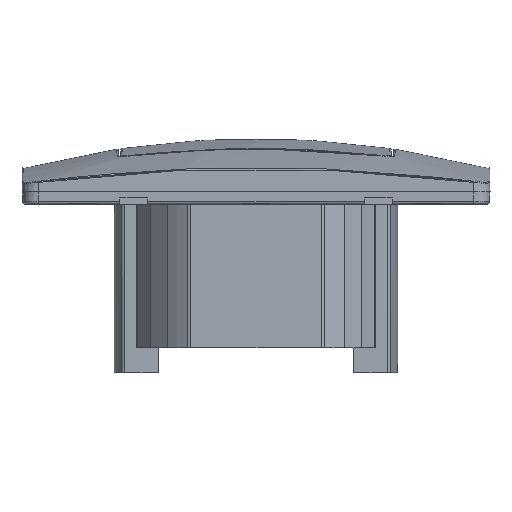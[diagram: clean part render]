
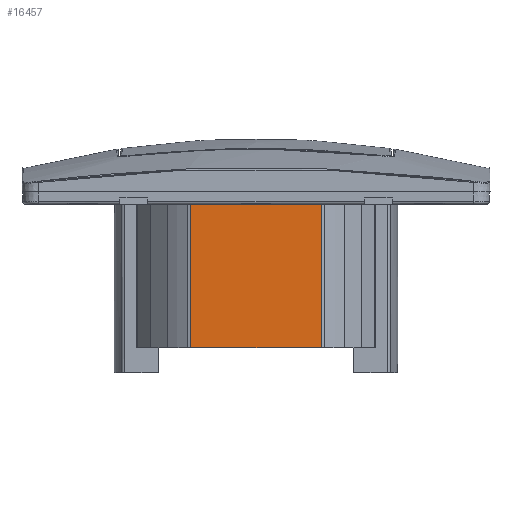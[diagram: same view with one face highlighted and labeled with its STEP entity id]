
A CAD part, front view. The second image highlights one B-rep face of the part: STEP entity #16457.
In plain terms, the highlighted planar face has unit normal (0, -1, 0).
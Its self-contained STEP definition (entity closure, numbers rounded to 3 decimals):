
#2364 = CARTESIAN_POINT ( 'NONE',  ( 11.973, -22.097, -8.782 ) ) ;
#5973 = CARTESIAN_POINT ( 'NONE',  ( -11.973, -22.097, -26.345 ) ) ;
#8141 = CARTESIAN_POINT ( 'NONE',  ( -11.973, -22.097, -26.345 ) ) ;
#10883 = CARTESIAN_POINT ( 'NONE',  ( 11.973, -22.097, -17.563 ) ) ;
#10972 = B_SPLINE_CURVE_WITH_KNOTS ( 'NONE', 3,
 ( #37516, #10883, #2364, #29600 ),
 .UNSPECIFIED., .F., .F.,
 ( 4, 4 ),
 ( 0., 1. ),
 .UNSPECIFIED. ) ;
#11874 = EDGE_LOOP ( 'NONE', ( #60548, #67587, #38437, #36828 ) ) ;
#12601 = CARTESIAN_POINT ( 'NONE',  ( -11.973, -22.097, 0. ) ) ;
#12838 = CARTESIAN_POINT ( 'NONE',  ( 11.973, -22.097, -26.345 ) ) ;
#13464 = CARTESIAN_POINT ( 'NONE',  ( -11.973, -22.097, -17.563 ) ) ;
#13760 = EDGE_CURVE ( 'NONE', #99711, #79017, #21021, .T. ) ;
#16457 = ADVANCED_FACE ( 'NONE', ( #76333 ), #59874, .T. ) ;
#16875 = CARTESIAN_POINT ( 'NONE',  ( -11.973, -22.097, 0. ) ) ;
#17205 = CARTESIAN_POINT ( 'NONE',  ( 3.991, -22.097, -26.345 ) ) ;
#21021 = B_SPLINE_CURVE_WITH_KNOTS ( 'NONE', 3,
 ( #23089, #91120, #13464, #39549 ),
 .UNSPECIFIED., .F., .F.,
 ( 4, 4 ),
 ( 0., 1. ),
 .UNSPECIFIED. ) ;
#23089 = CARTESIAN_POINT ( 'NONE',  ( -11.973, -22.097, 0. ) ) ;
#26205 = EDGE_CURVE ( 'NONE', #99882, #87131, #10972, .T. ) ;
#29600 = CARTESIAN_POINT ( 'NONE',  ( 11.973, -22.097, 0. ) ) ;
#36828 = ORIENTED_EDGE ( 'NONE', *, *, #13760, .T. ) ;
#37022 = CARTESIAN_POINT ( 'NONE',  ( 3.991, -22.097, 0. ) ) ;
#37516 = CARTESIAN_POINT ( 'NONE',  ( 11.973, -22.097, -26.345 ) ) ;
#38437 = ORIENTED_EDGE ( 'NONE', *, *, #43888, .T. ) ;
#39549 = CARTESIAN_POINT ( 'NONE',  ( -11.973, -22.097, -26.345 ) ) ;
#43888 = EDGE_CURVE ( 'NONE', #87131, #99711, #95832, .T. ) ;
#45690 = CARTESIAN_POINT ( 'NONE',  ( 11.973, -22.097, 7.951 ) ) ;
#50472 = CARTESIAN_POINT ( 'NONE',  ( 11.973, -22.097, 0. ) ) ;
#53605 = DIRECTION ( 'NONE',  ( -1., 0., 0. ) ) ;
#55146 = CARTESIAN_POINT ( 'NONE',  ( 11.973, -22.097, 0. ) ) ;
#59874 = PLANE ( 'NONE',  #69504 ) ;
#60548 = ORIENTED_EDGE ( 'NONE', *, *, #88108, .T. ) ;
#67587 = ORIENTED_EDGE ( 'NONE', *, *, #26205, .T. ) ;
#69504 = AXIS2_PLACEMENT_3D ( 'NONE', #45690, #81354, #53605 ) ;
#76333 = FACE_OUTER_BOUND ( 'NONE', #11874, .T. ) ;
#77845 = CARTESIAN_POINT ( 'NONE',  ( -3.991, -22.097, -26.345 ) ) ;
#79017 = VERTEX_POINT ( 'NONE', #5973 ) ;
#81354 = DIRECTION ( 'NONE',  ( 0., -1., 0. ) ) ;
#84681 = CARTESIAN_POINT ( 'NONE',  ( 11.973, -22.097, -26.345 ) ) ;
#87131 = VERTEX_POINT ( 'NONE', #50472 ) ;
#88108 = EDGE_CURVE ( 'NONE', #79017, #99882, #97415, .T. ) ;
#90837 = CARTESIAN_POINT ( 'NONE',  ( -3.991, -22.097, 0. ) ) ;
#91120 = CARTESIAN_POINT ( 'NONE',  ( -11.973, -22.097, -8.782 ) ) ;
#95832 = B_SPLINE_CURVE_WITH_KNOTS ( 'NONE', 3,
 ( #55146, #37022, #90837, #12601 ),
 .UNSPECIFIED., .F., .F.,
 ( 4, 4 ),
 ( 0., 1. ),
 .UNSPECIFIED. ) ;
#97415 = B_SPLINE_CURVE_WITH_KNOTS ( 'NONE', 3,
 ( #8141, #77845, #17205, #84681 ),
 .UNSPECIFIED., .F., .F.,
 ( 4, 4 ),
 ( 0., 1. ),
 .UNSPECIFIED. ) ;
#99711 = VERTEX_POINT ( 'NONE', #16875 ) ;
#99882 = VERTEX_POINT ( 'NONE', #12838 ) ;
